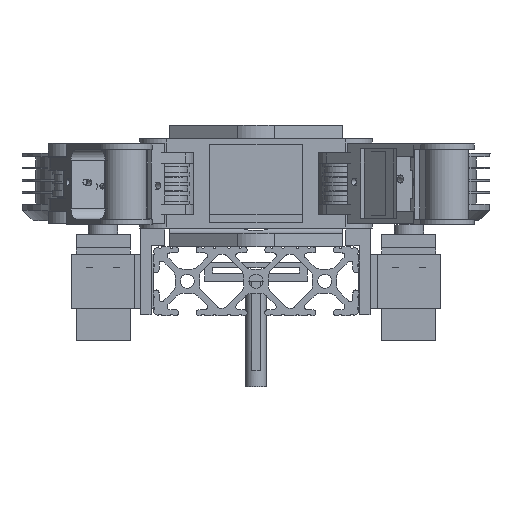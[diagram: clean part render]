
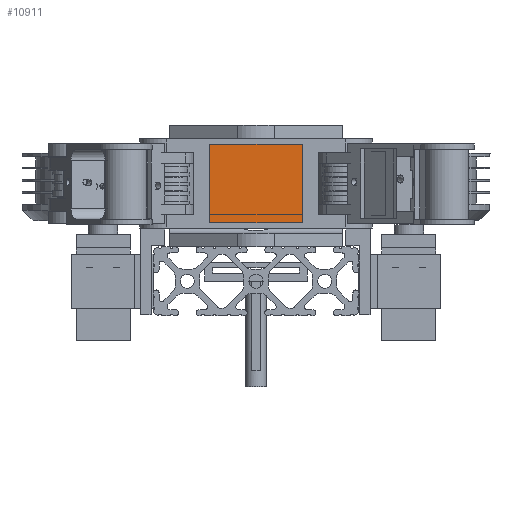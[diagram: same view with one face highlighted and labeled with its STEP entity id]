
A CAD part, left-side view. The second image highlights one B-rep face of the part: STEP entity #10911.
In plain terms, the highlighted face is planar.
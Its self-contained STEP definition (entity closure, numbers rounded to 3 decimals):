
#639=PLANE('',#11953);
#1075=FACE_OUTER_BOUND('',#1684,.T.);
#1684=EDGE_LOOP('',(#8867,#8868,#8869,#8870));
#2646=LINE('',#17606,#3625);
#2650=LINE('',#17613,#3629);
#2653=LINE('',#17619,#3632);
#2655=LINE('',#17622,#3634);
#3625=VECTOR('',#14209,10.);
#3629=VECTOR('',#14215,10.);
#3632=VECTOR('',#14220,10.);
#3634=VECTOR('',#14224,10.);
#5166=VERTEX_POINT('',#17603);
#5167=VERTEX_POINT('',#17605);
#5169=VERTEX_POINT('',#17611);
#5171=VERTEX_POINT('',#17617);
#6489=EDGE_CURVE('',#5166,#5167,#2646,.T.);
#6493=EDGE_CURVE('',#5169,#5166,#2650,.T.);
#6496=EDGE_CURVE('',#5171,#5169,#2653,.T.);
#6498=EDGE_CURVE('',#5167,#5171,#2655,.T.);
#8867=ORIENTED_EDGE('',*,*,#6498,.F.);
#8868=ORIENTED_EDGE('',*,*,#6489,.F.);
#8869=ORIENTED_EDGE('',*,*,#6493,.F.);
#8870=ORIENTED_EDGE('',*,*,#6496,.F.);
#10911=ADVANCED_FACE('',(#1075),#639,.F.);
#11953=AXIS2_PLACEMENT_3D('',#17623,#14225,#14226);
#14209=DIRECTION('',(0.,0.,-1.));
#14215=DIRECTION('',(-1.,0.,0.));
#14220=DIRECTION('',(0.,0.,1.));
#14224=DIRECTION('',(1.,0.,0.));
#14225=DIRECTION('center_axis',(0.,-1.,0.));
#14226=DIRECTION('ref_axis',(0.,0.,-1.));
#17603=CARTESIAN_POINT('',(-17.099,8.,31.));
#17605=CARTESIAN_POINT('',(-17.099,8.,2.));
#17606=CARTESIAN_POINT('',(-17.099,8.,31.));
#17611=CARTESIAN_POINT('',(17.099,8.,31.));
#17613=CARTESIAN_POINT('',(17.099,8.,31.));
#17617=CARTESIAN_POINT('',(17.099,8.,2.));
#17619=CARTESIAN_POINT('',(17.099,8.,2.));
#17622=CARTESIAN_POINT('',(-17.099,8.,2.));
#17623=CARTESIAN_POINT('Origin',(0.,8.,16.5));
